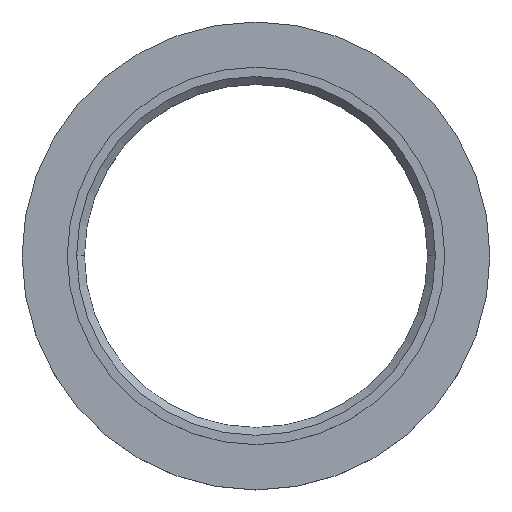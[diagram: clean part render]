
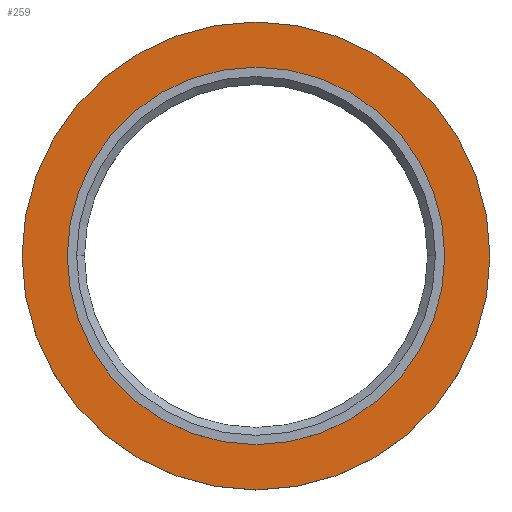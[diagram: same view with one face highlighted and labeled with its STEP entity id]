
A CAD part, top view. The second image highlights one B-rep face of the part: STEP entity #259.
In plain terms, the highlighted planar face has unit normal (0, 0, 1).
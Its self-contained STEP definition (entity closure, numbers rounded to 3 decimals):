
#6 = DIRECTION ( 'NONE',  ( 0., 0., 1. ) ) ;
#12 = AXIS2_PLACEMENT_3D ( 'NONE', #36, #245, #176 ) ;
#24 = FACE_BOUND ( 'NONE', #74, .T. ) ;
#34 = FACE_OUTER_BOUND ( 'NONE', #52, .T. ) ;
#36 = CARTESIAN_POINT ( 'NONE',  ( 0., 0., 3. ) ) ;
#39 = DIRECTION ( 'NONE',  ( 1., 0., 0. ) ) ;
#43 = DIRECTION ( 'NONE',  ( 0., 0., 1. ) ) ;
#48 = ORIENTED_EDGE ( 'NONE', *, *, #328, .T. ) ;
#52 = EDGE_LOOP ( 'NONE', ( #48, #138 ) ) ;
#61 = AXIS2_PLACEMENT_3D ( 'NONE', #145, #43, #179 ) ;
#68 = CIRCLE ( 'NONE', #285, 12.1 ) ;
#74 = EDGE_LOOP ( 'NONE', ( #161, #197 ) ) ;
#77 = CIRCLE ( 'NONE', #61, 15. ) ;
#87 = CARTESIAN_POINT ( 'NONE',  ( -12.1, 0., 3. ) ) ;
#92 = CIRCLE ( 'NONE', #278, 15. ) ;
#109 = CARTESIAN_POINT ( 'NONE',  ( 0., 0., 3. ) ) ;
#113 = VERTEX_POINT ( 'NONE', #291 ) ;
#121 = EDGE_CURVE ( 'NONE', #190, #113, #92, .T. ) ;
#138 = ORIENTED_EDGE ( 'NONE', *, *, #121, .T. ) ;
#139 = DIRECTION ( 'NONE',  ( 0., 0., 1. ) ) ;
#145 = CARTESIAN_POINT ( 'NONE',  ( 0., 0., 3. ) ) ;
#161 = ORIENTED_EDGE ( 'NONE', *, *, #172, .F. ) ;
#164 = CARTESIAN_POINT ( 'NONE',  ( 0., 0., 3. ) ) ;
#166 = DIRECTION ( 'NONE',  ( 0., 0., 1. ) ) ;
#170 = CARTESIAN_POINT ( 'NONE',  ( 15., 0., 3. ) ) ;
#172 = EDGE_CURVE ( 'NONE', #174, #175, #68, .T. ) ;
#174 = VERTEX_POINT ( 'NONE', #87 ) ;
#175 = VERTEX_POINT ( 'NONE', #267 ) ;
#176 = DIRECTION ( 'NONE',  ( 1., 0., 0. ) ) ;
#179 = DIRECTION ( 'NONE',  ( 1., 0., 0. ) ) ;
#188 = DIRECTION ( 'NONE',  ( 1., 0., 0. ) ) ;
#190 = VERTEX_POINT ( 'NONE', #170 ) ;
#196 = CARTESIAN_POINT ( 'NONE',  ( 0., 0., 3. ) ) ;
#197 = ORIENTED_EDGE ( 'NONE', *, *, #205, .F. ) ;
#205 = EDGE_CURVE ( 'NONE', #175, #174, #336, .T. ) ;
#245 = DIRECTION ( 'NONE',  ( 0., 0., 1. ) ) ;
#246 = PLANE ( 'NONE',  #342 ) ;
#259 = ADVANCED_FACE ( 'NONE', ( #34, #24 ), #246, .T. ) ;
#267 = CARTESIAN_POINT ( 'NONE',  ( 12.1, 0., 3. ) ) ;
#278 = AXIS2_PLACEMENT_3D ( 'NONE', #164, #166, #188 ) ;
#285 = AXIS2_PLACEMENT_3D ( 'NONE', #109, #139, #297 ) ;
#291 = CARTESIAN_POINT ( 'NONE',  ( -15., 0., 3. ) ) ;
#297 = DIRECTION ( 'NONE',  ( 1., 0., 0. ) ) ;
#328 = EDGE_CURVE ( 'NONE', #113, #190, #77, .T. ) ;
#336 = CIRCLE ( 'NONE', #12, 12.1 ) ;
#342 = AXIS2_PLACEMENT_3D ( 'NONE', #196, #6, #39 ) ;
